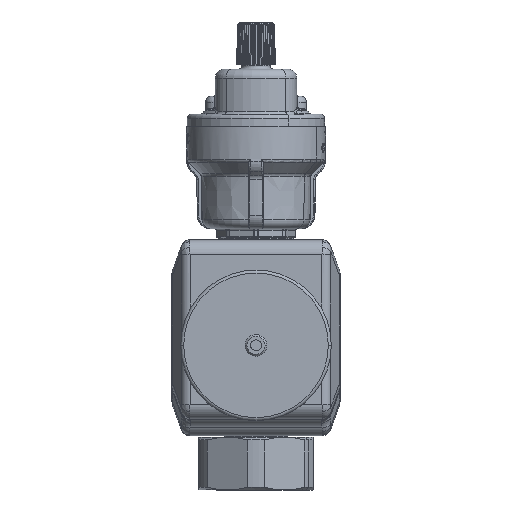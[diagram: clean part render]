
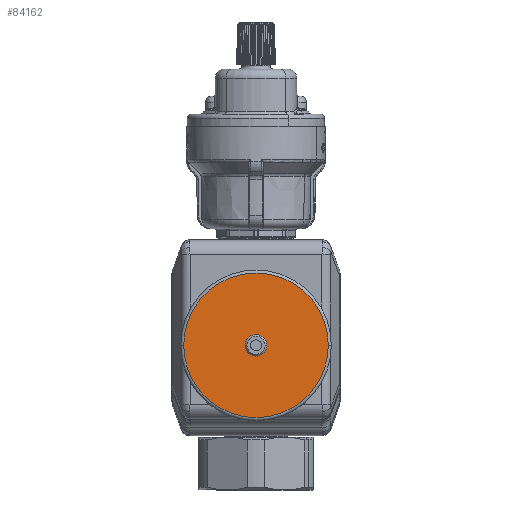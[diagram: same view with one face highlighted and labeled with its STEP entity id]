
A CAD part, front view. The second image highlights one B-rep face of the part: STEP entity #84162.
In plain terms, the highlighted planar face has unit normal (0, -1, 0).
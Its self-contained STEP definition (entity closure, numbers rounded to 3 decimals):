
#83948=CARTESIAN_POINT('Vertex',(-1.726,-94.8,3.159)) ;
#83964=CARTESIAN_POINT('Vertex',(1.726,-94.8,-3.159)) ;
#83967=CARTESIAN_POINT('Axis2P3D Location',(0.,-94.8,0.)) ;
#83992=CARTESIAN_POINT('Axis2P3D Location',(0.,-94.8,0.)) ;
#84135=CARTESIAN_POINT('Axis2P3D Location',(0.,-94.8,0.)) ;
#84140=CARTESIAN_POINT('Axis2P3D Location',(0.,-94.8,0.)) ;
#84144=CARTESIAN_POINT('Vertex',(-24.,-94.8,0.)) ;
#84146=CARTESIAN_POINT('Vertex',(24.,-94.8,0.)) ;
#84149=CARTESIAN_POINT('Axis2P3D Location',(0.,-94.8,0.)) ;
#83968=DIRECTION('Axis2P3D Direction',(0.,-1.,0.)) ;
#83993=DIRECTION('Axis2P3D Direction',(0.,-1.,0.)) ;
#84136=DIRECTION('Axis2P3D Direction',(0.,-1.,0.)) ;
#84137=DIRECTION('Axis2P3D XDirection',(1.,0.,0.)) ;
#84141=DIRECTION('Axis2P3D Direction',(0.,-1.,0.)) ;
#84150=DIRECTION('Axis2P3D Direction',(0.,-1.,0.)) ;
#83969=AXIS2_PLACEMENT_3D('Circle Axis2P3D',#83967,#83968,$) ;
#83994=AXIS2_PLACEMENT_3D('Circle Axis2P3D',#83992,#83993,$) ;
#84138=AXIS2_PLACEMENT_3D('Plane Axis2P3D',#84135,#84136,#84137) ;
#84142=AXIS2_PLACEMENT_3D('Circle Axis2P3D',#84140,#84141,$) ;
#84151=AXIS2_PLACEMENT_3D('Circle Axis2P3D',#84149,#84150,$) ;
#83970=CIRCLE('generated circle',#83969,3.6) ;
#83995=CIRCLE('generated circle',#83994,3.6) ;
#84143=CIRCLE('generated circle',#84142,24.) ;
#84152=CIRCLE('generated circle',#84151,24.) ;
#84139=PLANE('',#84138) ;
#84161=FACE_BOUND('',#84158,.T.) ;
#83971=EDGE_CURVE('',#83965,#83949,#83970,.T.) ;
#83996=EDGE_CURVE('',#83949,#83965,#83995,.T.) ;
#84148=EDGE_CURVE('',#84145,#84147,#84143,.T.) ;
#84153=EDGE_CURVE('',#84147,#84145,#84152,.T.) ;
#84155=ORIENTED_EDGE('',*,*,#84148,.T.) ;
#84156=ORIENTED_EDGE('',*,*,#84153,.T.) ;
#84159=ORIENTED_EDGE('',*,*,#83971,.F.) ;
#84160=ORIENTED_EDGE('',*,*,#83996,.F.) ;
#84154=EDGE_LOOP('',(#84155,#84156)) ;
#84158=EDGE_LOOP('',(#84159,#84160)) ;
#83949=VERTEX_POINT('',#83948) ;
#83965=VERTEX_POINT('',#83964) ;
#84145=VERTEX_POINT('',#84144) ;
#84147=VERTEX_POINT('',#84146) ;
#84162=ADVANCED_FACE('PartBody',(#84157,#84161),#84139,.T.) ;
#84157=FACE_OUTER_BOUND('',#84154,.T.) ;
